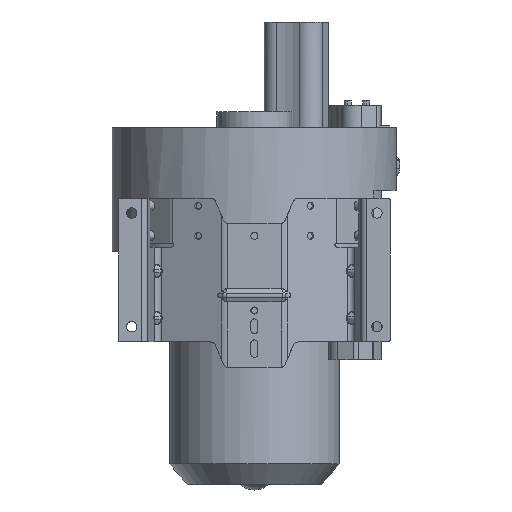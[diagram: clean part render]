
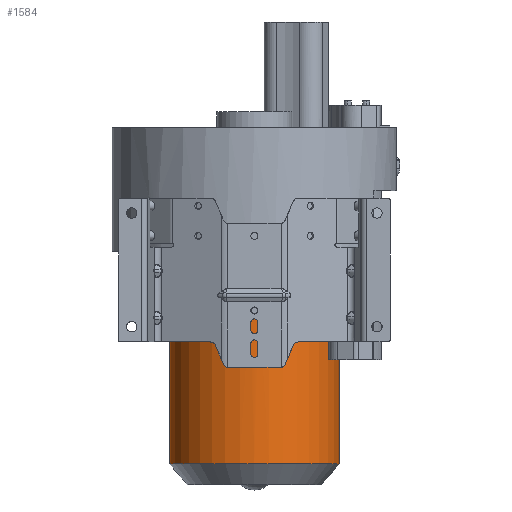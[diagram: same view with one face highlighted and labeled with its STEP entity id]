
A CAD part, front view. The second image highlights one B-rep face of the part: STEP entity #1584.
In plain terms, the highlighted cylindrical face has radius 113.5 mm (diameter 227 mm), a partial arc.
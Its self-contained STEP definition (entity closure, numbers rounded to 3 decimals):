
#279=FACE_BOUND('',#3001,.T.);
#280=FACE_BOUND('',#3002,.T.);
#461=CIRCLE('',#10629,113.5);
#712=CIRCLE('',#11331,113.5);
#991=CYLINDRICAL_SURFACE('',#11333,113.5);
#1584=ADVANCED_FACE('',(#279,#280),#991,.T.);
#3001=EDGE_LOOP('',(#6499,#6500,#6501,#6502));
#3002=EDGE_LOOP('',(#6503,#6504));
#3441=B_SPLINE_CURVE_WITH_KNOTS('',3,(#23661,#23662,#23663,#23664,#23665,
#23666,#23667,#23668,#23669,#23670),.UNSPECIFIED.,.F.,.F.,(4,2,2,2,4),(0.,
0.25,0.5,0.75,1.),.UNSPECIFIED.);
#3442=B_SPLINE_CURVE_WITH_KNOTS('',3,(#23672,#23673,#23674,#23675,#23676,
#23677,#23678,#23679,#23680,#23681),.UNSPECIFIED.,.F.,.F.,(4,2,2,2,4),(0.,
0.25,0.5,0.75,1.),.UNSPECIFIED.);
#6499=ORIENTED_EDGE('',*,*,#9030,.T.);
#6500=ORIENTED_EDGE('',*,*,#8052,.T.);
#6501=ORIENTED_EDGE('',*,*,#9031,.F.);
#6502=ORIENTED_EDGE('',*,*,#9029,.F.);
#6503=ORIENTED_EDGE('',*,*,#9028,.T.);
#6504=ORIENTED_EDGE('',*,*,#9027,.T.);
#6996=VERTEX_POINT('',#16091);
#6997=VERTEX_POINT('',#16092);
#7493=VERTEX_POINT('',#23649);
#7494=VERTEX_POINT('',#23651);
#7495=VERTEX_POINT('',#23658);
#7496=VERTEX_POINT('',#23660);
#8052=EDGE_CURVE('',#6996,#6997,#461,.T.);
#9027=EDGE_CURVE('',#7495,#7496,#3441,.T.);
#9028=EDGE_CURVE('',#7496,#7495,#3442,.T.);
#9029=EDGE_CURVE('',#7494,#7493,#712,.T.);
#9030=EDGE_CURVE('',#7494,#6996,#9676,.T.);
#9031=EDGE_CURVE('',#7493,#6997,#9677,.T.);
#9676=LINE('',#23685,#10326);
#9677=LINE('',#23686,#10327);
#10326=VECTOR('',#13993,1.);
#10327=VECTOR('',#13994,1.);
#10629=AXIS2_PLACEMENT_3D('',#16090,#12184,#12185);
#11331=AXIS2_PLACEMENT_3D('',#23683,#13989,#13990);
#11333=AXIS2_PLACEMENT_3D('',#23687,#13995,#13996);
#12184=DIRECTION('',(0.,0.,-1.));
#12185=DIRECTION('',(1.,0.,0.));
#13989=DIRECTION('',(0.,0.,-1.));
#13990=DIRECTION('',(1.,0.,0.));
#13993=DIRECTION('',(0.,0.,1.));
#13994=DIRECTION('',(0.,0.,1.));
#13995=DIRECTION('',(0.,0.,-1.));
#13996=DIRECTION('',(1.,0.,0.));
#16090=CARTESIAN_POINT('',(0.,0.,-40.8));
#16091=CARTESIAN_POINT('',(113.5,0.,-40.8));
#16092=CARTESIAN_POINT('',(-113.5,0.,-40.8));
#23649=CARTESIAN_POINT('',(-113.5,0.,-325.));
#23651=CARTESIAN_POINT('',(113.5,0.,-325.));
#23658=CARTESIAN_POINT('',(0.,-113.5,-126.75));
#23660=CARTESIAN_POINT('',(0.,-113.5,-113.25));
#23661=CARTESIAN_POINT('',(0.,-113.5,-126.75));
#23662=CARTESIAN_POINT('',(-1.784,-113.5,-126.75));
#23663=CARTESIAN_POINT('',(-3.528,-113.452,-126.018));
#23664=CARTESIAN_POINT('',(-6.018,-113.347,-123.528));
#23665=CARTESIAN_POINT('',(-6.749,-113.299,-121.766));
#23666=CARTESIAN_POINT('',(-6.751,-113.299,-118.244));
#23667=CARTESIAN_POINT('',(-6.035,-113.346,-116.492));
#23668=CARTESIAN_POINT('',(-3.517,-113.452,-113.97));
#23669=CARTESIAN_POINT('',(-1.784,-113.5,-113.25));
#23670=CARTESIAN_POINT('',(0.,-113.5,-113.25));
#23672=CARTESIAN_POINT('',(0.,-113.5,-113.25));
#23673=CARTESIAN_POINT('',(1.784,-113.5,-113.25));
#23674=CARTESIAN_POINT('',(3.528,-113.452,-113.982));
#23675=CARTESIAN_POINT('',(6.018,-113.347,-116.472));
#23676=CARTESIAN_POINT('',(6.749,-113.299,-118.235));
#23677=CARTESIAN_POINT('',(6.751,-113.299,-121.757));
#23678=CARTESIAN_POINT('',(6.035,-113.346,-123.509));
#23679=CARTESIAN_POINT('',(3.517,-113.452,-126.031));
#23680=CARTESIAN_POINT('',(1.784,-113.5,-126.75));
#23681=CARTESIAN_POINT('',(0.,-113.5,-126.75));
#23683=CARTESIAN_POINT('',(0.,0.,-325.));
#23685=CARTESIAN_POINT('',(113.5,0.,-40.8));
#23686=CARTESIAN_POINT('',(-113.5,0.,-40.8));
#23687=CARTESIAN_POINT('',(0.,0.,-40.8));
